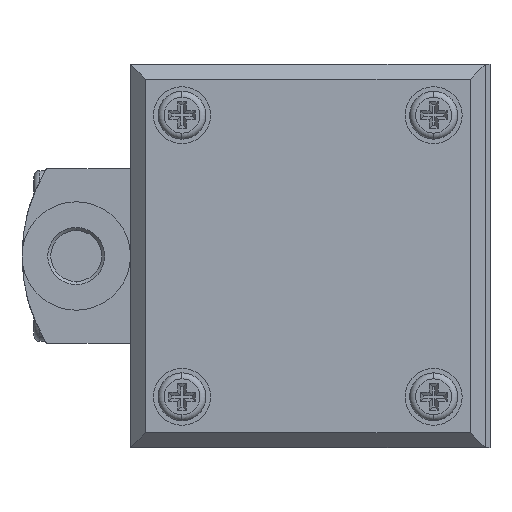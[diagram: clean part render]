
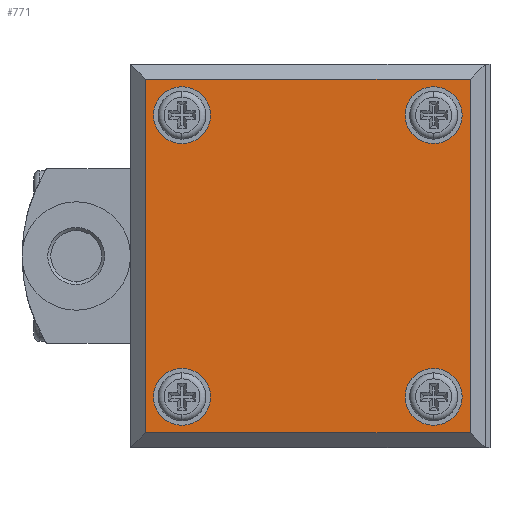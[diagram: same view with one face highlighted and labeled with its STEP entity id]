
A CAD part, left-side view. The second image highlights one B-rep face of the part: STEP entity #771.
In plain terms, the highlighted face is planar.
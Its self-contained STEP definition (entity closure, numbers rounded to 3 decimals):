
#190 = ORIENTED_EDGE ( 'NONE', *, *, #3743, .T. ) ;
#191 = ORIENTED_EDGE ( 'NONE', *, *, #3742, .T. ) ;
#192 = ORIENTED_EDGE ( 'NONE', *, *, #3741, .T. ) ;
#193 = ORIENTED_EDGE ( 'NONE', *, *, #3740, .T. ) ;
#194 = ORIENTED_EDGE ( 'NONE', *, *, #3739, .F. ) ;
#195 = ORIENTED_EDGE ( 'NONE', *, *, #3749, .F. ) ;
#196 = ORIENTED_EDGE ( 'NONE', *, *, #3738, .F. ) ;
#197 = ORIENTED_EDGE ( 'NONE', *, *, #6089, .F. ) ;
#198 = ORIENTED_EDGE ( 'NONE', *, *, #3737, .F. ) ;
#199 = ORIENTED_EDGE ( 'NONE', *, *, #6085, .F. ) ;
#200 = ORIENTED_EDGE ( 'NONE', *, *, #3736, .F. ) ;
#201 = ORIENTED_EDGE ( 'NONE', *, *, #6081, .F. ) ;
#771 = ADVANCED_FACE ( 'NONE', ( #1127, #1128, #1129, #1130, #1131 ), #3187, .F. ) ;
#1127 = FACE_OUTER_BOUND ( 'NONE', #5911, .T. ) ;
#1128 = FACE_BOUND ( 'NONE', #5931, .T. ) ;
#1129 = FACE_BOUND ( 'NONE', #5936, .T. ) ;
#1130 = FACE_BOUND ( 'NONE', #5926, .T. ) ;
#1131 = FACE_BOUND ( 'NONE', #5935, .T. ) ;
#1430 = VERTEX_POINT ( 'NONE', #7326 ) ;
#1453 = VERTEX_POINT ( 'NONE', #7349 ) ;
#1467 = VERTEX_POINT ( 'NONE', #7363 ) ;
#1472 = VERTEX_POINT ( 'NONE', #7368 ) ;
#1478 = VERTEX_POINT ( 'NONE', #7374 ) ;
#1482 = VERTEX_POINT ( 'NONE', #7378 ) ;
#1503 = VERTEX_POINT ( 'NONE', #7399 ) ;
#1505 = VERTEX_POINT ( 'NONE', #7401 ) ;
#1790 = CARTESIAN_POINT ( 'NONE',  ( 23.5, 21., 0. ) ) ;
#1791 = DIRECTION ( 'NONE',  ( 0., 0., -1. ) ) ;
#1792 = DIRECTION ( 'NONE',  ( -1., 0., 0. ) ) ;
#1800 = CARTESIAN_POINT ( 'NONE',  ( 23.5, -21., 0. ) ) ;
#1801 = DIRECTION ( 'NONE',  ( 0., 0., -1. ) ) ;
#1802 = DIRECTION ( 'NONE',  ( -1., 0., 0. ) ) ;
#1810 = CARTESIAN_POINT ( 'NONE',  ( -23.5, -21., 0. ) ) ;
#1811 = DIRECTION ( 'NONE',  ( 0., 0., -1. ) ) ;
#1812 = DIRECTION ( 'NONE',  ( -1., 0., 0. ) ) ;
#2360 = CARTESIAN_POINT ( 'NONE',  ( 23.5, 21., 0. ) ) ;
#2361 = DIRECTION ( 'NONE',  ( 0., 0., -1. ) ) ;
#2362 = DIRECTION ( 'NONE',  ( -1., 0., 0. ) ) ;
#2363 = CARTESIAN_POINT ( 'NONE',  ( 23.5, -21., 0. ) ) ;
#2364 = DIRECTION ( 'NONE',  ( 0., 0., -1. ) ) ;
#2365 = DIRECTION ( 'NONE',  ( -1., 0., 0. ) ) ;
#2366 = CARTESIAN_POINT ( 'NONE',  ( -23.5, -21., 0. ) ) ;
#2367 = DIRECTION ( 'NONE',  ( 0., 0., -1. ) ) ;
#2368 = DIRECTION ( 'NONE',  ( -1., 0., 0. ) ) ;
#2369 = CARTESIAN_POINT ( 'NONE',  ( -23.5, 21., 0. ) ) ;
#2370 = DIRECTION ( 'NONE',  ( 0., 0., -1. ) ) ;
#2371 = DIRECTION ( 'NONE',  ( -1., 0., 0. ) ) ;
#2372 = CARTESIAN_POINT ( 'NONE',  ( -29.5, -29.6, 0. ) ) ;
#2373 = DIRECTION ( 'NONE',  ( 0., 1., 0. ) ) ;
#2374 = CARTESIAN_POINT ( 'NONE',  ( -32., -27.1, 0. ) ) ;
#2375 = DIRECTION ( 'NONE',  ( -1., 0., 0. ) ) ;
#2376 = CARTESIAN_POINT ( 'NONE',  ( 29.5, -29.6, 0. ) ) ;
#2377 = DIRECTION ( 'NONE',  ( 0., -1., 0. ) ) ;
#2378 = CARTESIAN_POINT ( 'NONE',  ( -32., 27.1, 0. ) ) ;
#2379 = DIRECTION ( 'NONE',  ( 1., 0., 0. ) ) ;
#2391 = CARTESIAN_POINT ( 'NONE',  ( -23.5, 21., 0. ) ) ;
#2392 = DIRECTION ( 'NONE',  ( 0., 0., -1. ) ) ;
#2393 = DIRECTION ( 'NONE',  ( -1., 0., 0. ) ) ;
#2793 = CIRCLE ( 'NONE', #6829, 4.75 ) ;
#2794 = CIRCLE ( 'NONE', #6830, 4.75 ) ;
#2795 = CIRCLE ( 'NONE', #6831, 4.75 ) ;
#2796 = LINE ( 'NONE', #2372, #2798 ) ;
#2797 = CIRCLE ( 'NONE', #6832, 4.75 ) ;
#2798 = VECTOR ( 'NONE', #2373, 1000. ) ;
#2799 = LINE ( 'NONE', #2374, #2800 ) ;
#2800 = VECTOR ( 'NONE', #2375, 1000. ) ;
#2801 = LINE ( 'NONE', #2376, #2802 ) ;
#2802 = VECTOR ( 'NONE', #2377, 1000. ) ;
#2803 = LINE ( 'NONE', #2378, #2804 ) ;
#2804 = VECTOR ( 'NONE', #2379, 1000. ) ;
#2815 = CIRCLE ( 'NONE', #6834, 4.75 ) ;
#3187 = PLANE ( 'NONE',  #6588 ) ;
#3188 = CARTESIAN_POINT ( 'NONE',  ( -32., -29.6, 0. ) ) ;
#3189 = DIRECTION ( 'NONE',  ( 0., 0., 1. ) ) ;
#3190 = DIRECTION ( 'NONE',  ( 1., 0., 0. ) ) ;
#3736 = EDGE_CURVE ( 'NONE', #1472, #1453, #2793, .T. ) ;
#3737 = EDGE_CURVE ( 'NONE', #1503, #1505, #2794, .T. ) ;
#3738 = EDGE_CURVE ( 'NONE', #1478, #1430, #2795, .T. ) ;
#3739 = EDGE_CURVE ( 'NONE', #1482, #1467, #2797, .T. ) ;
#3740 = EDGE_CURVE ( 'NONE', #7144, #7137, #2796, .T. ) ;
#3741 = EDGE_CURVE ( 'NONE', #7158, #7144, #2799, .T. ) ;
#3742 = EDGE_CURVE ( 'NONE', #4130, #7158, #2801, .T. ) ;
#3743 = EDGE_CURVE ( 'NONE', #7137, #4130, #2803, .T. ) ;
#3749 = EDGE_CURVE ( 'NONE', #1467, #1482, #2815, .T. ) ;
#4130 = VERTEX_POINT ( 'NONE', #9489 ) ;
#5069 = CIRCLE ( 'NONE', #6924, 4.75 ) ;
#5075 = CIRCLE ( 'NONE', #6926, 4.75 ) ;
#5081 = CIRCLE ( 'NONE', #6928, 4.75 ) ;
#5911 = EDGE_LOOP ( 'NONE', ( #190, #191, #192, #193 ) ) ;
#5926 = EDGE_LOOP ( 'NONE', ( #198, #199 ) ) ;
#5931 = EDGE_LOOP ( 'NONE', ( #194, #195 ) ) ;
#5935 = EDGE_LOOP ( 'NONE', ( #200, #201 ) ) ;
#5936 = EDGE_LOOP ( 'NONE', ( #196, #197 ) ) ;
#6081 = EDGE_CURVE ( 'NONE', #1453, #1472, #5069, .T. ) ;
#6085 = EDGE_CURVE ( 'NONE', #1505, #1503, #5075, .T. ) ;
#6089 = EDGE_CURVE ( 'NONE', #1430, #1478, #5081, .T. ) ;
#6588 = AXIS2_PLACEMENT_3D ( 'NONE', #3188, #3189, #3190 ) ;
#6829 = AXIS2_PLACEMENT_3D ( 'NONE', #2360, #2361, #2362 ) ;
#6830 = AXIS2_PLACEMENT_3D ( 'NONE', #2363, #2364, #2365 ) ;
#6831 = AXIS2_PLACEMENT_3D ( 'NONE', #2366, #2367, #2368 ) ;
#6832 = AXIS2_PLACEMENT_3D ( 'NONE', #2369, #2370, #2371 ) ;
#6834 = AXIS2_PLACEMENT_3D ( 'NONE', #2391, #2392, #2393 ) ;
#6924 = AXIS2_PLACEMENT_3D ( 'NONE', #1790, #1791, #1792 ) ;
#6926 = AXIS2_PLACEMENT_3D ( 'NONE', #1800, #1801, #1802 ) ;
#6928 = AXIS2_PLACEMENT_3D ( 'NONE', #1810, #1811, #1812 ) ;
#7137 = VERTEX_POINT ( 'NONE', #9058 ) ;
#7144 = VERTEX_POINT ( 'NONE', #9065 ) ;
#7158 = VERTEX_POINT ( 'NONE', #9079 ) ;
#7326 = CARTESIAN_POINT ( 'NONE',  ( -18.75, -21., 0. ) ) ;
#7349 = CARTESIAN_POINT ( 'NONE',  ( 28.25, 21., 0. ) ) ;
#7363 = CARTESIAN_POINT ( 'NONE',  ( -18.75, 21., 0. ) ) ;
#7368 = CARTESIAN_POINT ( 'NONE',  ( 18.75, 21., 0. ) ) ;
#7374 = CARTESIAN_POINT ( 'NONE',  ( -28.25, -21., 0. ) ) ;
#7378 = CARTESIAN_POINT ( 'NONE',  ( -28.25, 21., 0. ) ) ;
#7399 = CARTESIAN_POINT ( 'NONE',  ( 18.75, -21., 0. ) ) ;
#7401 = CARTESIAN_POINT ( 'NONE',  ( 28.25, -21., 0. ) ) ;
#9058 = CARTESIAN_POINT ( 'NONE',  ( -29.5, 27.1, 0. ) ) ;
#9065 = CARTESIAN_POINT ( 'NONE',  ( -29.5, -27.1, 0. ) ) ;
#9079 = CARTESIAN_POINT ( 'NONE',  ( 29.5, -27.1, 0. ) ) ;
#9489 = CARTESIAN_POINT ( 'NONE',  ( 29.5, 27.1, 0. ) ) ;
